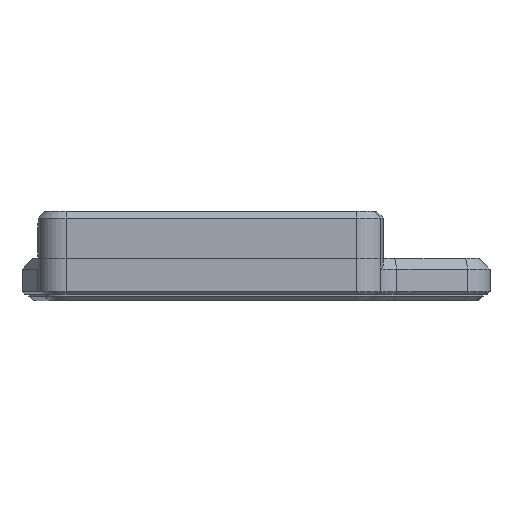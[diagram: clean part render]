
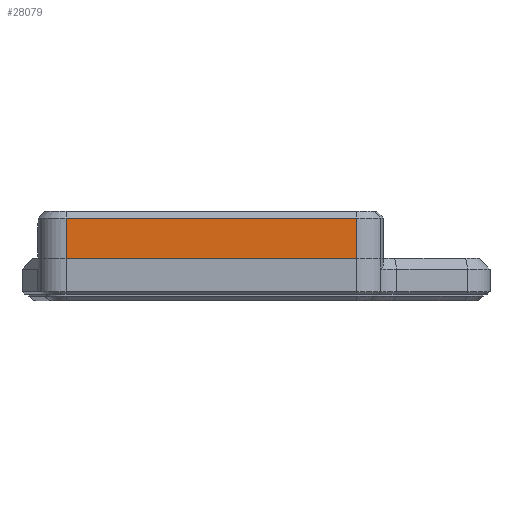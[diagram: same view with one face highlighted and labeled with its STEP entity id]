
A CAD part, left-side view. The second image highlights one B-rep face of the part: STEP entity #28079.
In plain terms, the highlighted planar face has unit normal (-1, 0, 0).
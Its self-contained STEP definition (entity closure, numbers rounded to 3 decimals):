
#25078=CARTESIAN_POINT('',(-12.656,-94.451,4.));
#25079=VERTEX_POINT('',#25078);
#25087=CARTESIAN_POINT('',(-12.656,-40.059,4.));
#25088=VERTEX_POINT('',#25087);
#25089=CARTESIAN_POINT('',(-12.656,-40.059,4.));
#25090=DIRECTION('',(0.,-1.,0.));
#25091=VECTOR('',#25090,54.392);
#25092=LINE('',#25089,#25091);
#25093=EDGE_CURVE('',#25088,#25079,#25092,.T.);
#27723=CARTESIAN_POINT('',(-12.656,-40.059,11.55));
#27724=VERTEX_POINT('',#27723);
#27748=CARTESIAN_POINT('',(-12.656,-94.451,11.55));
#27749=VERTEX_POINT('',#27748);
#27750=CARTESIAN_POINT('',(-12.656,-94.451,11.55));
#27751=DIRECTION('',(-0.,1.,0.));
#27752=VECTOR('',#27751,54.392);
#27753=LINE('',#27750,#27752);
#27754=EDGE_CURVE('',#27749,#27724,#27753,.T.);
#28054=CARTESIAN_POINT('',(-12.656,-94.451,4.));
#28055=DIRECTION('',(0.,0.,1.));
#28056=VECTOR('',#28055,7.55);
#28057=LINE('',#28054,#28056);
#28058=EDGE_CURVE('',#25079,#27749,#28057,.T.);
#28063=CARTESIAN_POINT('',(-12.656,-67.255,-2.7));
#28064=DIRECTION('',(-1.,-0.,0.));
#28065=DIRECTION('',(0.,0.,1.));
#28066=AXIS2_PLACEMENT_3D('',#28063,#28064,#28065);
#28067=PLANE('',#28066);
#28068=ORIENTED_EDGE('',*,*,#25093,.T.);
#28069=ORIENTED_EDGE('',*,*,#28058,.T.);
#28070=ORIENTED_EDGE('',*,*,#27754,.T.);
#28071=CARTESIAN_POINT('',(-12.656,-40.059,4.));
#28072=DIRECTION('',(0.,0.,1.));
#28073=VECTOR('',#28072,7.55);
#28074=LINE('',#28071,#28073);
#28075=EDGE_CURVE('',#25088,#27724,#28074,.T.);
#28076=ORIENTED_EDGE('',*,*,#28075,.F.);
#28077=EDGE_LOOP('',(#28068,#28069,#28070,#28076));
#28078=FACE_BOUND('',#28077,.T.);
#28079=ADVANCED_FACE('',(#28078),#28067,.T.);
